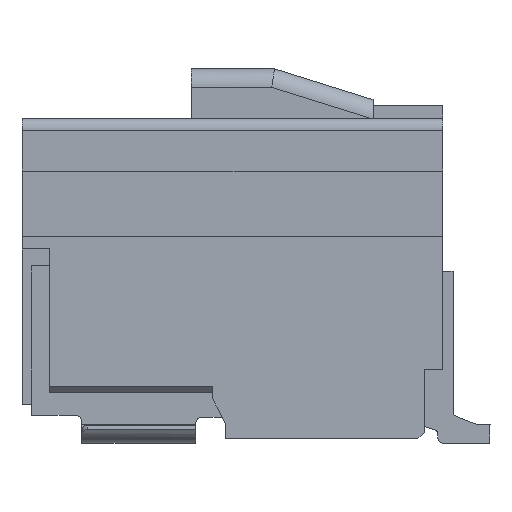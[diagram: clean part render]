
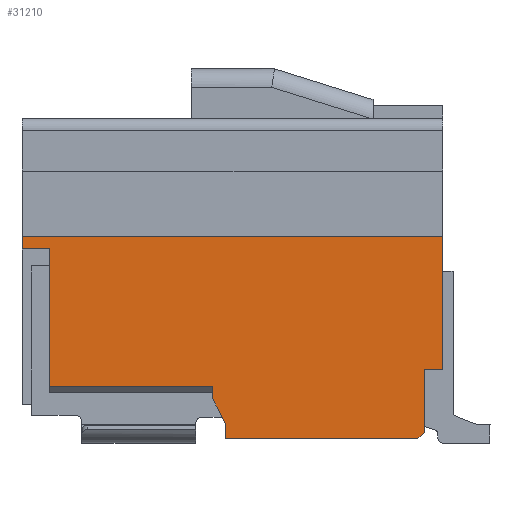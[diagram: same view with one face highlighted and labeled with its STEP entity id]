
A CAD part, front view. The second image highlights one B-rep face of the part: STEP entity #31210.
In plain terms, the highlighted planar face has unit normal (0, -1, 0).
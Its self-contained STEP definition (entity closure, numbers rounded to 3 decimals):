
#12290=CARTESIAN_POINT('',(-60.806,-52.915,
125.405));
#12300=VERTEX_POINT('',#12290);
#12330=CARTESIAN_POINT('',(-61.981,-52.915,
127.754));
#12340=DIRECTION('',(0.447,0.,
-0.894));
#12350=VECTOR('',#12340,1.);
#12360=LINE('',#12330,#12350);
#12370=CARTESIAN_POINT('',(-60.606,-52.915,
125.005));
#12380=VERTEX_POINT('',#12370);
#12390=EDGE_CURVE('',#12300,#12380,#12360,.T.);
#21720=CARTESIAN_POINT('',(-63.906,-52.915,
128.045));
#21730=VERTEX_POINT('',#21720);
#21760=CARTESIAN_POINT('',(-63.906,-52.915,
128.045));
#21770=DIRECTION('',(0.,0.,-1.));
#21780=VECTOR('',#21770,1.);
#21790=LINE('',#21760,#21780);
#21800=CARTESIAN_POINT('',(-63.906,-52.915,
127.845));
#21810=VERTEX_POINT('',#21800);
#21820=EDGE_CURVE('',#21730,#21810,#21790,.T.);
#24180=CARTESIAN_POINT('',(-62.336,-52.915,
127.845));
#24190=DIRECTION('',(-1.,0.,0.));
#24200=VECTOR('',#24190,1.);
#24210=LINE('',#24180,#24200);
#24220=CARTESIAN_POINT('',(-63.456,-52.915,
127.845));
#24230=VERTEX_POINT('',#24220);
#24240=EDGE_CURVE('',#24230,#21810,#24210,.T.);
#26930=CARTESIAN_POINT('',(-62.376,-52.915,
125.605));
#26940=DIRECTION('',(-1.,0.,0.));
#26950=VECTOR('',#26940,1.);
#26960=LINE('',#26930,#26950);
#26970=CARTESIAN_POINT('',(-60.806,-52.915,
125.605));
#26980=VERTEX_POINT('',#26970);
#26990=CARTESIAN_POINT('',(-63.456,-52.915,
125.605));
#27000=VERTEX_POINT('',#26990);
#27010=EDGE_CURVE('',#26980,#27000,#26960,.T.);
#30360=CARTESIAN_POINT('',(-59.706,-52.915,
126.633));
#30370=DIRECTION('',(0.,1.,0.));
#30380=DIRECTION('',(-1.,0.,0.));
#30390=AXIS2_PLACEMENT_3D('',#30360,#30370,#30380);
#30400=PLANE('',#30390);
#30410=CARTESIAN_POINT('',(-60.356,-52.915,
128.045));
#30420=DIRECTION('',(1.,0.,0.));
#30430=VECTOR('',#30420,1.);
#30440=LINE('',#30410,#30430);
#30450=CARTESIAN_POINT('',(-63.456,-52.915,
128.045));
#30460=VERTEX_POINT('',#30450);
#30470=CARTESIAN_POINT('',(-57.076,-52.915,
128.045));
#30480=VERTEX_POINT('',#30470);
#30490=EDGE_CURVE('',#30460,#30480,#30440,.T.);
#30500=ORIENTED_EDGE('',*,*,#30490,.F.);
#30510=CARTESIAN_POINT('',(-57.076,-52.915,
127.754));
#30520=DIRECTION('',(0.,0.,1.));
#30530=VECTOR('',#30520,1.);
#30540=LINE('',#30510,#30530);
#30550=CARTESIAN_POINT('',(-57.076,-52.915,
125.875));
#30560=VERTEX_POINT('',#30550);
#30570=EDGE_CURVE('',#30560,#30480,#30540,.T.);
#30580=ORIENTED_EDGE('',*,*,#30570,.T.);
#30590=CARTESIAN_POINT('',(-60.356,-52.915,
125.875));
#30600=DIRECTION('',(-1.,0.,0.));
#30610=VECTOR('',#30600,1.);
#30620=LINE('',#30590,#30610);
#30630=CARTESIAN_POINT('',(-57.376,-52.915,
125.875));
#30640=VERTEX_POINT('',#30630);
#30650=EDGE_CURVE('',#30560,#30640,#30620,.T.);
#30660=ORIENTED_EDGE('',*,*,#30650,.F.);
#30670=CARTESIAN_POINT('',(-57.376,-52.915,
127.754));
#30680=DIRECTION('',(0.,0.,1.));
#30690=VECTOR('',#30680,1.);
#30700=LINE('',#30670,#30690);
#30710=CARTESIAN_POINT('',(-57.376,-52.915,
124.855));
#30720=VERTEX_POINT('',#30710);
#30730=EDGE_CURVE('',#30720,#30640,#30700,.T.);
#30740=ORIENTED_EDGE('',*,*,#30730,.T.);
#30750=CARTESIAN_POINT('',(-54.478,-52.915,
127.754));
#30760=DIRECTION('',(-0.707,0.,
-0.707));
#30770=VECTOR('',#30760,1.);
#30780=LINE('',#30750,#30770);
#30790=CARTESIAN_POINT('',(-57.476,-52.915,
124.755));
#30800=VERTEX_POINT('',#30790);
#30810=EDGE_CURVE('',#30720,#30800,#30780,.T.);
#30820=ORIENTED_EDGE('',*,*,#30810,.F.);
#30830=CARTESIAN_POINT('',(-60.356,-52.915,
124.755));
#30840=DIRECTION('',(1.,0.,0.));
#30850=VECTOR('',#30840,1.);
#30860=LINE('',#30830,#30850);
#30870=CARTESIAN_POINT('',(-60.606,-52.915,
124.755));
#30880=VERTEX_POINT('',#30870);
#30890=EDGE_CURVE('',#30880,#30800,#30860,.T.);
#30900=ORIENTED_EDGE('',*,*,#30890,.T.);
#30910=CARTESIAN_POINT('',(-60.606,-52.915,
127.754));
#30920=DIRECTION('',(0.,0.,1.));
#30930=VECTOR('',#30920,1.);
#30940=LINE('',#30910,#30930);
#30950=EDGE_CURVE('',#30880,#12380,#30940,.T.);
#30960=ORIENTED_EDGE('',*,*,#30950,.F.);
#30970=ORIENTED_EDGE('',*,*,#12390,.T.);
#30980=CARTESIAN_POINT('',(-60.806,-52.915,
127.754));
#30990=DIRECTION('',(0.,0.,1.));
#31000=VECTOR('',#30990,1.);
#31010=LINE('',#30980,#31000);
#31020=EDGE_CURVE('',#12300,#26980,#31010,.T.);
#31030=ORIENTED_EDGE('',*,*,#31020,.F.);
#31040=ORIENTED_EDGE('',*,*,#27010,.F.);
#31050=CARTESIAN_POINT('',(-63.456,-52.915,
127.754));
#31060=DIRECTION('',(0.,0.,-1.));
#31070=VECTOR('',#31060,1.);
#31080=LINE('',#31050,#31070);
#31090=EDGE_CURVE('',#24230,#27000,#31080,.T.);
#31100=ORIENTED_EDGE('',*,*,#31090,.T.);
#31110=ORIENTED_EDGE('',*,*,#24240,.F.);
#31120=ORIENTED_EDGE('',*,*,#21820,.T.);
#31130=CARTESIAN_POINT('',(-62.336,-52.915,
128.045));
#31140=DIRECTION('',(-1.,0.,0.));
#31150=VECTOR('',#31140,1.);
#31160=LINE('',#31130,#31150);
#31170=EDGE_CURVE('',#30460,#21730,#31160,.T.);
#31180=ORIENTED_EDGE('',*,*,#31170,.T.);
#31190=EDGE_LOOP('',(#31180,#31120,#31110,#31100,#31040,#31030,#30970,
#30960,#30900,#30820,#30740,#30660,#30580,#30500));
#31200=FACE_OUTER_BOUND('',#31190,.T.);
#31210=ADVANCED_FACE('',(#31200),#30400,.F.);
